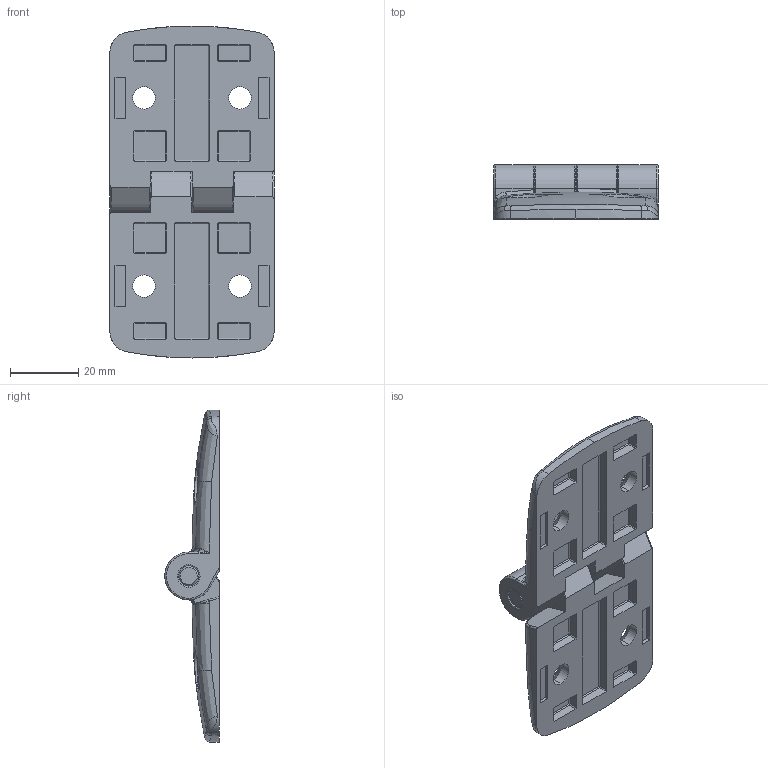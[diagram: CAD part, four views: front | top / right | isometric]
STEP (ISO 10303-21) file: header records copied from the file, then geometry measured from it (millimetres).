
FILE_DESCRIPTION (( 'STEP AP214' ), '1' );
FILE_NAME ('095k5050f00.STEP', '2014-08-13T13:03:15', ( '' ), ( '' ), 'SwSTEP 2.0', 'SolidWorks 2014', '' );
FILE_SCHEMA (( 'AUTOMOTIVE_DESIGN' ));
Length unit declared in the file: millimetre
Products named in the file (3): 095k-02; 095k50f00_095 k 50 f00; 095k5050f00
Assembly tree (3 placements, depth 2):
  095k5050f00
    095k50f00_095 k 50 f00  x2
    095k-02
Bounding box: 48 x 15.9 x 97 mm (x, y, z)
Volume: 27479.5 mm3; surface area: 15664.5 mm2
Topology: 3 solids, 3 shells, 319 faces, 838 edges, 530 vertices
Faces by surface type: plane 179, cylinder 60, bspline 46, torus 22, cone 12
Entity records: 6178 total; most frequent: CARTESIAN_POINT 2217, ORIENTED_EDGE 852, DIRECTION 724, EDGE_CURVE 426, VERTEX_POINT 271, VECTOR 268, LINE 268, AXIS2_PLACEMENT_3D 228
